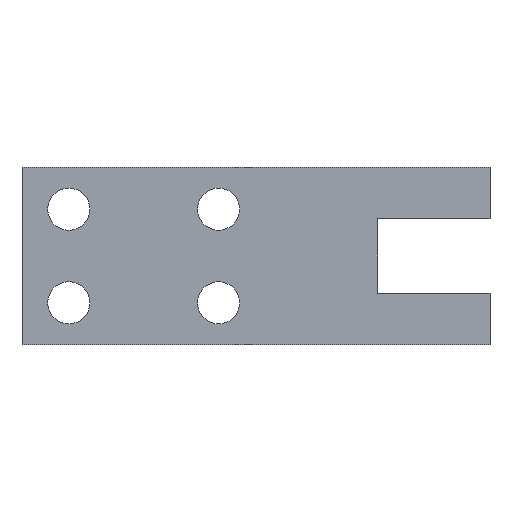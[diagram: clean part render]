
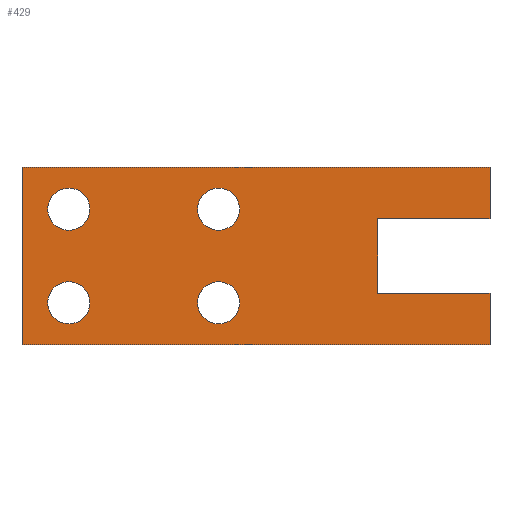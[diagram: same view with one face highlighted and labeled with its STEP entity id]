
A CAD part, left-side view. The second image highlights one B-rep face of the part: STEP entity #429.
In plain terms, the highlighted planar face has unit normal (-1, 0, 0).
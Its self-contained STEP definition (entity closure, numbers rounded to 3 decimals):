
#23=FACE_BOUND('',#91,.T.);
#24=FACE_BOUND('',#92,.T.);
#25=FACE_BOUND('',#93,.T.);
#26=FACE_BOUND('',#94,.T.);
#40=PLANE('',#480);
#61=FACE_OUTER_BOUND('',#90,.T.);
#90=EDGE_LOOP('',(#390,#391,#392,#393,#394,#395,#396,#397));
#91=EDGE_LOOP('',(#398));
#92=EDGE_LOOP('',(#399));
#93=EDGE_LOOP('',(#400));
#94=EDGE_LOOP('',(#401));
#109=LINE('',#647,#150);
#116=LINE('',#670,#157);
#122=LINE('',#684,#163);
#130=LINE('',#704,#171);
#132=LINE('',#707,#173);
#133=LINE('',#709,#174);
#134=LINE('',#711,#175);
#135=LINE('',#713,#176);
#150=VECTOR('',#527,10.);
#157=VECTOR('',#548,10.);
#163=VECTOR('',#560,10.);
#171=VECTOR('',#582,10.);
#173=VECTOR('',#586,10.);
#174=VECTOR('',#589,10.);
#175=VECTOR('',#592,10.);
#176=VECTOR('',#595,10.);
#177=CIRCLE('',#445,2.25);
#179=CIRCLE('',#448,2.25);
#181=CIRCLE('',#451,2.25);
#183=CIRCLE('',#454,2.25);
#193=VERTEX_POINT('',#600);
#195=VERTEX_POINT('',#606);
#197=VERTEX_POINT('',#612);
#199=VERTEX_POINT('',#618);
#210=VERTEX_POINT('',#644);
#211=VERTEX_POINT('',#646);
#219=VERTEX_POINT('',#667);
#220=VERTEX_POINT('',#669);
#224=VERTEX_POINT('',#681);
#225=VERTEX_POINT('',#683);
#229=VERTEX_POINT('',#701);
#230=VERTEX_POINT('',#703);
#231=EDGE_CURVE('',#193,#193,#177,.T.);
#234=EDGE_CURVE('',#195,#195,#179,.T.);
#237=EDGE_CURVE('',#197,#197,#181,.T.);
#240=EDGE_CURVE('',#199,#199,#183,.T.);
#253=EDGE_CURVE('',#211,#210,#109,.T.);
#265=EDGE_CURVE('',#220,#219,#116,.T.);
#272=EDGE_CURVE('',#225,#224,#122,.T.);
#282=EDGE_CURVE('',#230,#229,#130,.T.);
#284=EDGE_CURVE('',#229,#220,#132,.T.);
#285=EDGE_CURVE('',#219,#225,#133,.T.);
#286=EDGE_CURVE('',#224,#211,#134,.T.);
#287=EDGE_CURVE('',#210,#230,#135,.T.);
#390=ORIENTED_EDGE('',*,*,#287,.T.);
#391=ORIENTED_EDGE('',*,*,#282,.T.);
#392=ORIENTED_EDGE('',*,*,#284,.T.);
#393=ORIENTED_EDGE('',*,*,#265,.T.);
#394=ORIENTED_EDGE('',*,*,#285,.T.);
#395=ORIENTED_EDGE('',*,*,#272,.T.);
#396=ORIENTED_EDGE('',*,*,#286,.T.);
#397=ORIENTED_EDGE('',*,*,#253,.T.);
#398=ORIENTED_EDGE('',*,*,#231,.T.);
#399=ORIENTED_EDGE('',*,*,#234,.T.);
#400=ORIENTED_EDGE('',*,*,#237,.T.);
#401=ORIENTED_EDGE('',*,*,#240,.T.);
#429=ADVANCED_FACE('',(#61,#23,#24,#25,#26),#40,.T.);
#445=AXIS2_PLACEMENT_3D('',#601,#485,#486);
#448=AXIS2_PLACEMENT_3D('',#607,#492,#493);
#451=AXIS2_PLACEMENT_3D('',#613,#499,#500);
#454=AXIS2_PLACEMENT_3D('',#619,#506,#507);
#480=AXIS2_PLACEMENT_3D('',#714,#596,#597);
#485=DIRECTION('center_axis',(1.,0.,0.));
#486=DIRECTION('ref_axis',(0.,-1.,0.));
#492=DIRECTION('center_axis',(1.,0.,0.));
#493=DIRECTION('ref_axis',(0.,-1.,0.));
#499=DIRECTION('center_axis',(1.,0.,0.));
#500=DIRECTION('ref_axis',(0.,-1.,0.));
#506=DIRECTION('center_axis',(1.,0.,0.));
#507=DIRECTION('ref_axis',(0.,-1.,0.));
#527=DIRECTION('',(0.,-1.,0.));
#548=DIRECTION('',(0.,-1.,0.));
#560=DIRECTION('',(0.,1.,0.));
#582=DIRECTION('',(0.,1.,0.));
#586=DIRECTION('',(0.,0.,1.));
#589=DIRECTION('',(0.,0.,1.));
#592=DIRECTION('',(0.,0.,-1.));
#595=DIRECTION('',(0.,0.,1.));
#596=DIRECTION('center_axis',(-1.,0.,0.));
#597=DIRECTION('ref_axis',(0.,-1.,0.));
#600=CARTESIAN_POINT('',(-4.,27.25,-5.));
#601=CARTESIAN_POINT('Origin',(-4.,25.,-5.));
#606=CARTESIAN_POINT('',(-4.,43.25,5.));
#607=CARTESIAN_POINT('Origin',(-4.,41.,5.));
#612=CARTESIAN_POINT('',(-4.,27.25,5.));
#613=CARTESIAN_POINT('Origin',(-4.,25.,5.));
#618=CARTESIAN_POINT('',(-4.,43.25,-5.));
#619=CARTESIAN_POINT('Origin',(-4.,41.,-5.));
#644=CARTESIAN_POINT('',(-4.,-4.,-9.5));
#646=CARTESIAN_POINT('',(-4.,46.,-9.5));
#647=CARTESIAN_POINT('',(-4.,46.,-9.5));
#667=CARTESIAN_POINT('',(-4.,-4.,4.));
#669=CARTESIAN_POINT('',(-4.,8.,4.));
#670=CARTESIAN_POINT('',(-4.,8.,4.));
#681=CARTESIAN_POINT('',(-4.,46.,9.5));
#683=CARTESIAN_POINT('',(-4.,-4.,9.5));
#684=CARTESIAN_POINT('',(-4.,-4.,9.5));
#701=CARTESIAN_POINT('',(-4.,8.,-4.));
#703=CARTESIAN_POINT('',(-4.,-4.,-4.));
#704=CARTESIAN_POINT('',(-4.,-4.,-4.));
#707=CARTESIAN_POINT('',(-4.,8.,-4.));
#709=CARTESIAN_POINT('',(-4.,-4.,-9.5));
#711=CARTESIAN_POINT('',(-4.,46.,9.5));
#713=CARTESIAN_POINT('',(-4.,-4.,-9.5));
#714=CARTESIAN_POINT('Origin',(-4.,21.,0.));
